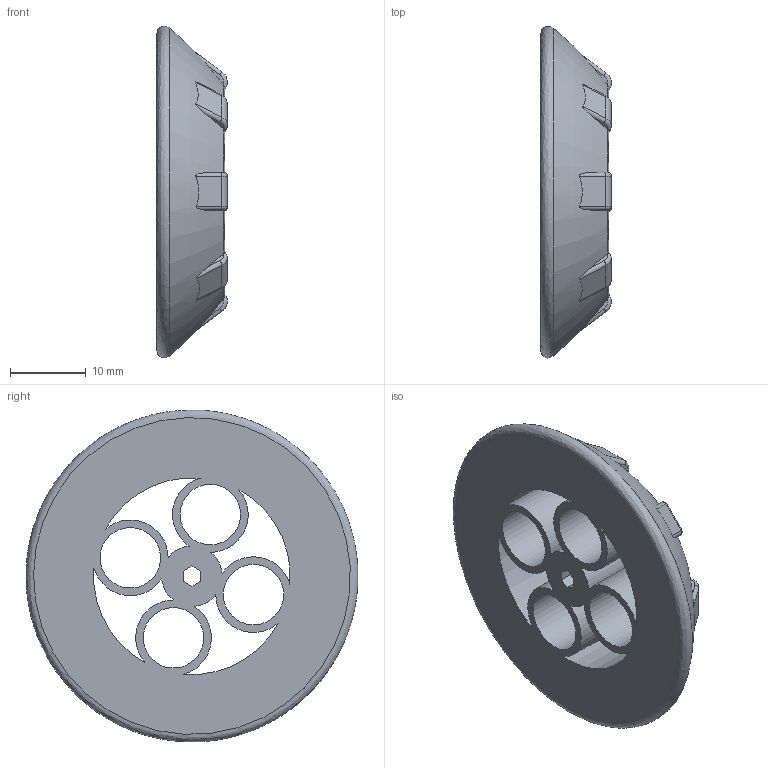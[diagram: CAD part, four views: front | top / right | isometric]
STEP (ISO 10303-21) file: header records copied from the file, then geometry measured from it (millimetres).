
FILE_DESCRIPTION(('FreeCAD Model'),'2;1');
FILE_NAME('Open CASCADE Shape Model','2025-05-03T05:38:17',(''),(''), 'Open CASCADE STEP processor 7.6','FreeCAD','Unknown');
FILE_SCHEMA(('AUTOMOTIVE_DESIGN { 1 0 10303 214 1 1 1 1 }'));
Length unit declared in the file: millimetre
Products named in the file (1): wheel
Bounding box: 9.32 x 43.88 x 43.88 mm (x, y, z)
Volume: 6876.5 mm3; surface area: 5257.9 mm2
Topology: 1 solids, 1 shells, 126 faces, 345 edges, 221 vertices
Faces by surface type: cylinder 60, plane 40, torus 16, bspline 9, revolution 1
Full cylindrical faces by diameter (mm): 8 x4
Entity records: 7471 total; most frequent: CARTESIAN_POINT 4392, ORIENTED_EDGE 690, DIRECTION 589, EDGE_CURVE 345, AXIS2_PLACEMENT_3D 239, VERTEX_POINT 221, FACE_BOUND 144, EDGE_LOOP 144
